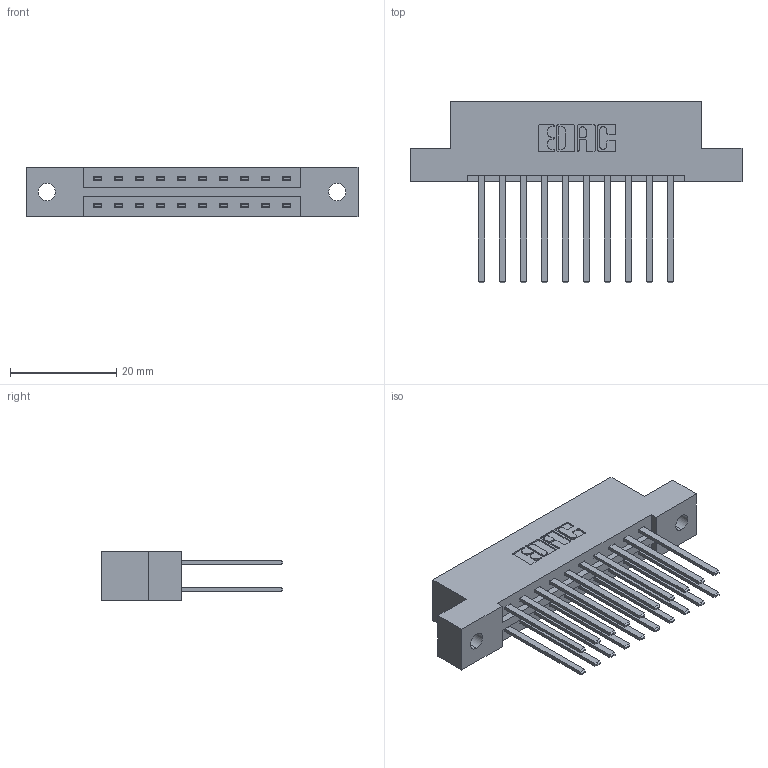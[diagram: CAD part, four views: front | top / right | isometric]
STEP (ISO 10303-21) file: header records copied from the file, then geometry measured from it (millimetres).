
FILE_DESCRIPTION (( 'STEP AP203' ), '1' );
FILE_NAME ('387-020-544-202.STEP', '2018-09-13T11:37:38', ( '' ), ( '' ), 'SwSTEP 2.0', 'SolidWorks 2016', '' );
FILE_SCHEMA (( 'CONFIG_CONTROL_DESIGN' ));
Length unit declared in the file: inch
Products named in the file (3): 337 Part_Flush Mounting Lugs - 0.128 Dia; 345-292-001_345-293-144; 387-020-544-202
Assembly tree (21 placements, depth 2):
  387-020-544-202
    337 Part_Flush Mounting Lugs - 0.128 Dia
    345-292-001_345-293-144  x20
Bounding box: 62.64 x 34.3 x 9.4 mm (x, y, z)
Volume: 6418.8 mm3; surface area: 7588.8 mm2
Topology: 21 solids, 21 shells, 1074 faces, 3171 edges, 2086 vertices
Faces by surface type: plane 750, cylinder 324
Entity records: 11711 total; most frequent: CARTESIAN_POINT 1998, ORIENTED_EDGE 1934, DIRECTION 1755, EDGE_CURVE 967, LINE 843, VECTOR 843, VERTEX_POINT 642, AXIS2_PLACEMENT_3D 456
